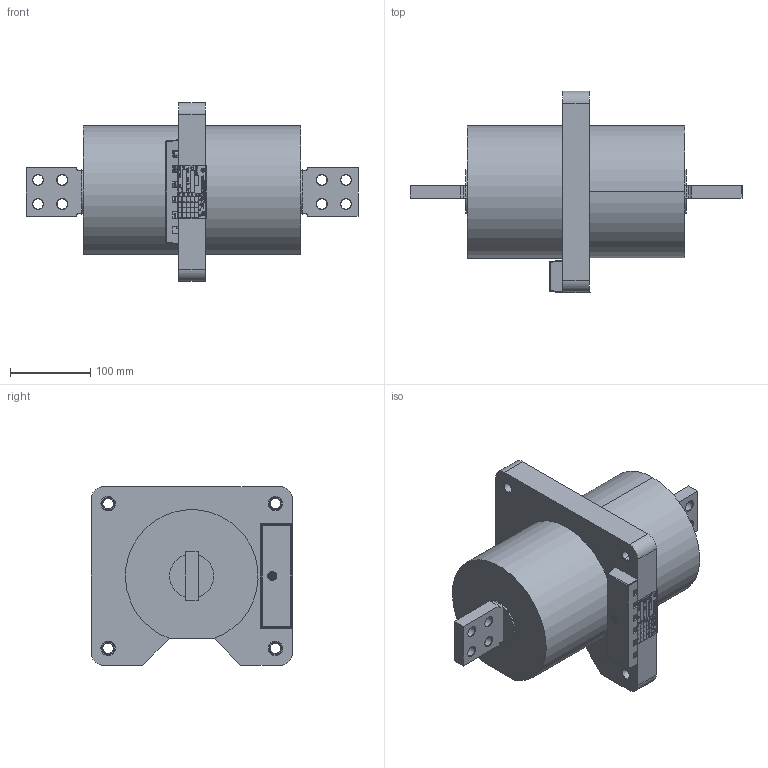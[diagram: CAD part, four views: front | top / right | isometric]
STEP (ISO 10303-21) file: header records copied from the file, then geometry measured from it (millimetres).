
FILE_DESCRIPTION (( 'STEP AP214' ), '1' );
FILE_NAME ('ﾒﾋﾊ-ﾑﾒ-10-ﾒﾏﾊ3 (1000ﾀ-2000ﾀ).STEP', '2023-06-14T09:40:28', ( '' ), ( '' ), 'SwSTEP 2.0', 'SolidWorks 2014', '' );
FILE_SCHEMA (( 'AUTOMOTIVE_DESIGN' ));
Length unit declared in the file: millimetre
Products named in the file (46): hex screw gradec_din; Êîðïóñ ÒÏÊ-10-3_2å ®¡¬®â; ÂÅÈÓ.758472.007-01 Ãàéêà; 屡扔.713174.003 买箅赅_-05; Êîðïóñ ÒÏÊ-10-3; curved spring lock washer_din; 屡扔.713174.003 买箅赅; plain washer grade c_din; ÂÅÈÓ.754312.168 Òàáëè÷êà òåõíè÷åñêèõ äàííûõ ÒËÊ-ÑÒ_; ﾒﾋﾊ-ﾑﾒ-10-ﾒﾏﾊ3 (1000ﾀ-2000ﾀ); ÂÅÈÓ.754312.168 Òàáëè÷êà òåõíè÷åñêèõ äàííûõ ÒËÊ-ÑÒ__-00; 屡扔.685528.004 罔磬 磬觐礤黜桕郷_-01; ﾏﾔ8.906.037 粨炅 ﾌ4; 屡扔.735314.004 署赅; hex screw gradec_din_ISO 4018 - M6 x 12-NN; 屡扔.685528.004 罔磬 磬觐礤黜桕郷; curved spring lock washer_din_Spring washer DIN 128 - A6; plain washer grade c_din_Washer DIN 126 - 6.6; ����.671224.304-01-01��_���-10-3; 屡扔.758472.014
Assembly tree (34 placements, depth 3):
  hex screw gradec_din
  ÂÅÈÓ.758472.007-01 Ãàéêà
  hex screw gradec_din
  Êîðïóñ ÒÏÊ-10-3
  curved spring lock washer_din
Bounding box: 413 x 250.6 x 222 mm (x, y, z)
Volume: 6967234.7 mm3; surface area: 353811.9 mm2
Topology: 33 solids, 33 shells, 2769 faces, 7110 edges, 4653 vertices
Faces by surface type: plane 1596, bspline 702, cylinder 267, cone 170, torus 30, sphere 4
Entity records: 126842 total; most frequent: CARTESIAN_POINT 52203, ORIENTED_EDGE 12424, DIRECTION 8552, EDGE_CURVE 6212, LINE 4362, VECTOR 4362, VERTEX_POINT 4110, EDGE_LOOP 2666
